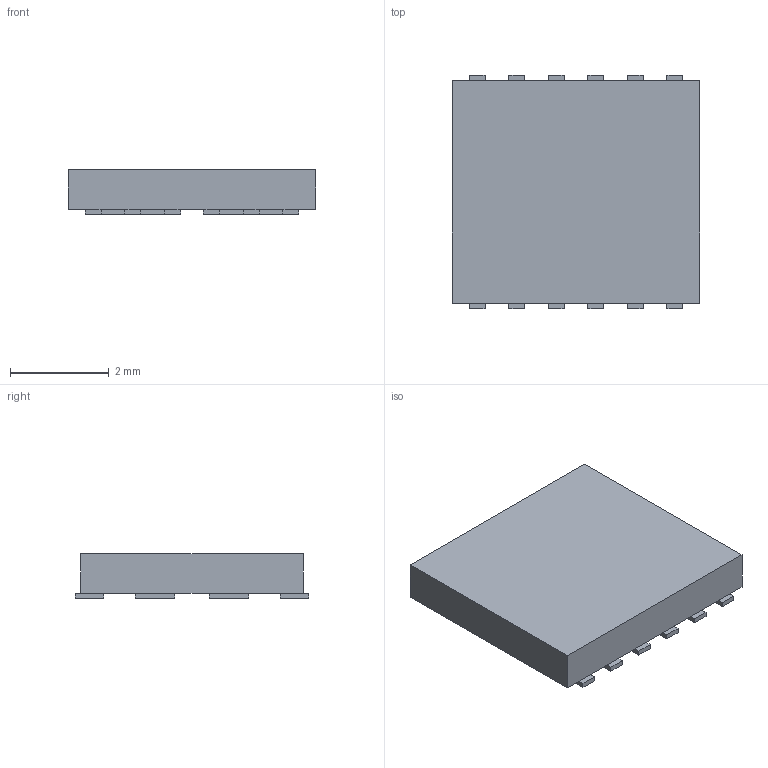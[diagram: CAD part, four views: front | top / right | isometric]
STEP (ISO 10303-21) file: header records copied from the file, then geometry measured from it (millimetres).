
FILE_DESCRIPTION(('FreeCAD Model'),'2;1');
FILE_NAME('973404.2.1.stp','2020-04-09T17:47:00',( 'Author'),(''),'Open CASCADE STEP processor 6.9','FreeCAD','Unknown' );
FILE_SCHEMA(('AUTOMOTIVE_DESIGN { 1 0 10303 214 1 1 1 1 }'));
Length unit declared in the file: millimetre
Products named in the file (3): ASSEMBLY; Body; Pins
Assembly tree (2 placements, depth 2):
  ASSEMBLY
    Body
    Pins
Bounding box: 5 x 4.72 x 0.9 mm (x, y, z)
Volume: 18.8 mm3; surface area: 81 mm2
Topology: 17 solids, 17 shells, 102 faces, 204 edges, 136 vertices
Faces by surface type: plane 102
Entity records: 5411 total; most frequent: CARTESIAN_POINT 853, DIRECTION 822, LINE 612, VECTOR 612, ORIENTED_EDGE 408, PCURVE 408, DEFINITIONAL_REPRESENTATION 408, EDGE_CURVE 204
